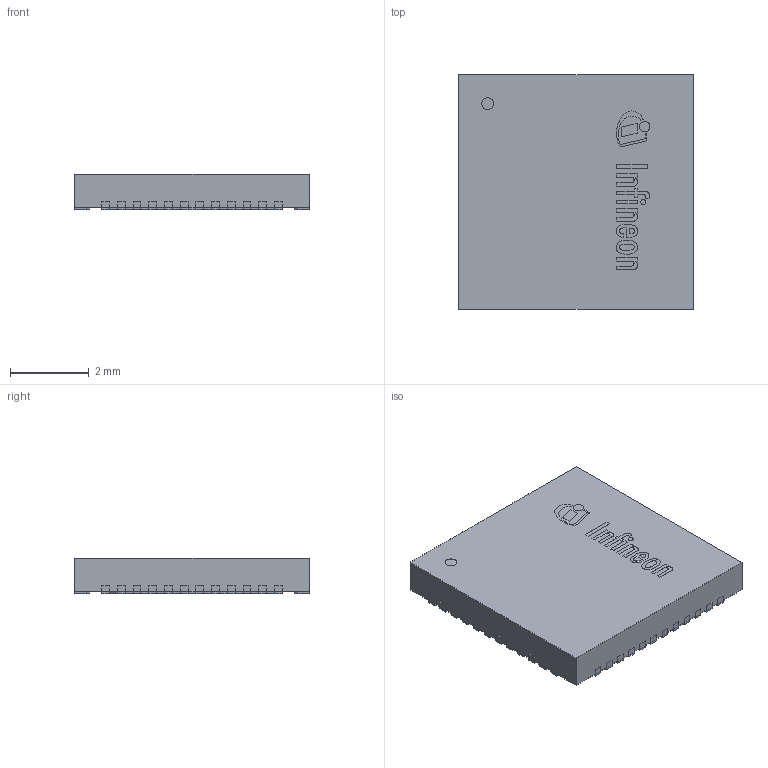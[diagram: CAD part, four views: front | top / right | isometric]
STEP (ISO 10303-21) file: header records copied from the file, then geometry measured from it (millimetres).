
FILE_DESCRIPTION(/* description */ (''),/* implementation_level */ '2;1');
FILE_NAME(/* name */ 'PG-VQFN-48-81_Z8B00240195_V02_3D.stp',/* time_stamp */ '2023-09-19T16:11:34+06:00',/* author */ ('Subramani'),/* organization */ (''),/* preprocessor_version */ 'ST-DEVELOPER v16.13',/* originating_system */ 'AutoCAD Mechanical',/* authorisation */ '');
FILE_SCHEMA (('AUTOMOTIVE_DESIGN { 1 0 10303 214 3 1 1 }'));
Length unit declared in the file: millimetre
Products named in the file (1): Product
Bounding box: 6 x 6 x 0.9 mm (x, y, z)
Surface area: 158 mm2
Topology: 63 solids, 63 shells, 419 faces, 876 edges, 584 vertices
Faces by surface type: plane 347, cylinder 54, bspline 18
Full cylindrical faces by diameter (mm): 0.128 x1, 0.263 x1, 0.3 x2
Entity records: 11229 total; most frequent: CARTESIAN_POINT 2246, DIRECTION 1748, ORIENTED_EDGE 1744, EDGE_CURVE 872, LINE 728, VECTOR 728, VERTEX_POINT 584, AXIS2_PLACEMENT_3D 510
